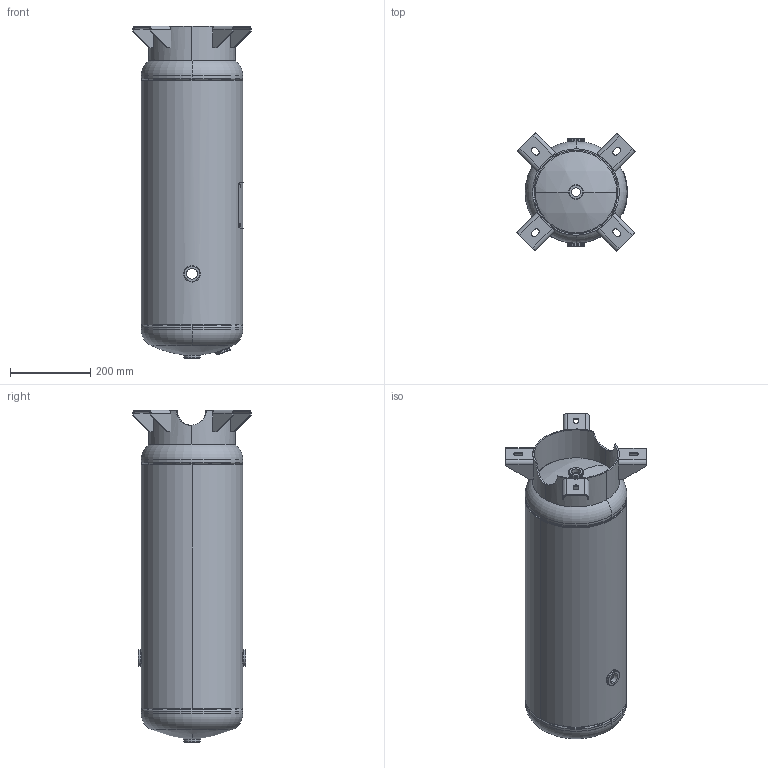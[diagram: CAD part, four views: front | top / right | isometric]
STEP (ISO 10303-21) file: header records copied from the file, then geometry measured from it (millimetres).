
FILE_DESCRIPTION (( 'STEP AP203' ), '1' );
FILE_NAME ('302400.STEP', '2012-02-03T23:25:35', ( '' ), ( '' ), 'SwSTEP 2.0', 'SolidWorks 2011', '' );
FILE_SCHEMA (( 'CONFIG_CONTROL_DESIGN' ));
Length unit declared in the file: inch
Products named in the file (1): 302400
Bounding box: 296.44 x 296.44 x 829.53 mm (x, y, z)
Surface area: 1350694.3 mm2 (no closed solid volume)
Topology: 0 solids, 20 shells, 239 faces, 593 edges, 364 vertices
Faces by surface type: plane 100, cylinder 79, torus 42, bspline 14, sphere 4
Full cylindrical faces by diameter (mm): 249.225 x1, 254 x1
Entity records: 9512 total; most frequent: CARTESIAN_POINT 3799, DIRECTION 1236, ORIENTED_EDGE 1068, EDGE_CURVE 593, AXIS2_PLACEMENT_3D 479, VERTEX_POINT 364, VECTOR 278, LINE 278
